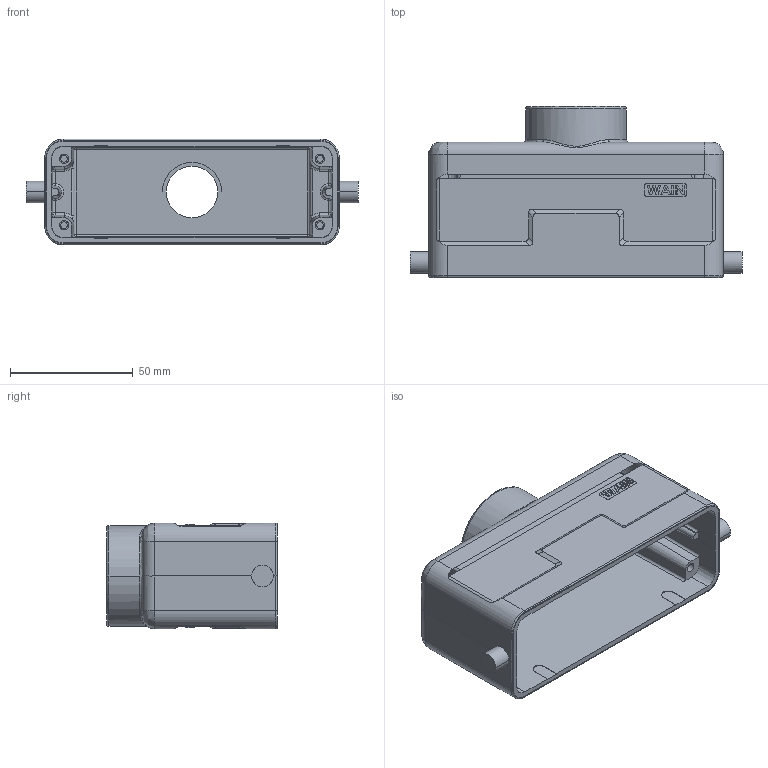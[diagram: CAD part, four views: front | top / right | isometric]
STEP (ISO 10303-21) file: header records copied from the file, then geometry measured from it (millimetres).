
FILE_DESCRIPTION((''),'2;1');
FILE_NAME('W24B-TE','2017-09-20T',('wl.kang'),(''),'PRO/ENGINEER BY PARAMETRIC TECHNOLOGY CORPORATION, 2012480','PRO/ENGINEER BY PARAMETRIC TECHNOLOGY CORPORATION, 2012480','');
FILE_SCHEMA(('AUTOMOTIVE_DESIGN { 1 0 10303 214 1 1 1 1 }'));
Length unit declared in the file: millimetre
Products named in the file (1): W24B-TE
Bounding box: 135 x 69.5 x 43 mm (x, y, z)
Volume: 83749.1 mm3; surface area: 45364.9 mm2
Topology: 1 solids, 1 shells, 364 faces, 914 edges, 576 vertices
Faces by surface type: plane 188, cylinder 116, bspline 18, sphere 16, torus 14, cone 12
Entity records: 11968 total; most frequent: CARTESIAN_POINT 3121, ORIENTED_EDGE 1828, DIRECTION 1738, EDGE_CURVE 914, VECTOR 590, LINE 590, VERTEX_POINT 576, AXIS2_PLACEMENT_3D 574
